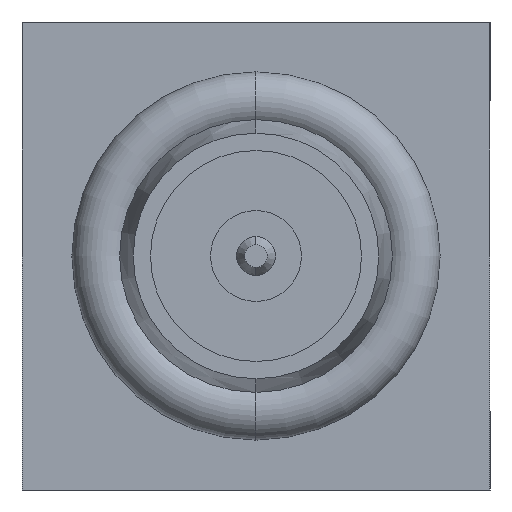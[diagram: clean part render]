
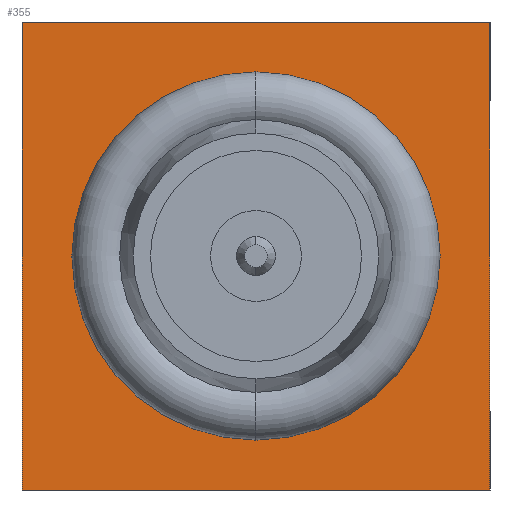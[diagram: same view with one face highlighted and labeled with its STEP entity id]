
A CAD part, left-side view. The second image highlights one B-rep face of the part: STEP entity #355.
In plain terms, the highlighted planar face has unit normal (-1, 0, 0).
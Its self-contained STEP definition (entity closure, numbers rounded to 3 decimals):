
#17 = ORIENTED_EDGE ( 'NONE', *, *, #849, .F. ) ;
#44 = CARTESIAN_POINT ( 'NONE',  ( -4.427, -3.05, -3.05 ) ) ;
#45 = EDGE_LOOP ( 'NONE', ( #1081, #729, #17, #1163 ) ) ;
#87 = VERTEX_POINT ( 'NONE', #575 ) ;
#177 = DIRECTION ( 'NONE',  ( 0., 0., 1. ) ) ;
#288 = CARTESIAN_POINT ( 'NONE',  ( -4.427, 3.05, -3.05 ) ) ;
#328 = AXIS2_PLACEMENT_3D ( 'NONE', #1319, #1004, #803 ) ;
#355 = ADVANCED_FACE ( 'NONE', ( #769 ), #782, .F. ) ;
#359 = LINE ( 'NONE', #44, #950 ) ;
#400 = DIRECTION ( 'NONE',  ( 0., -1., 0. ) ) ;
#466 = EDGE_CURVE ( 'NONE', #700, #853, #681, .T. ) ;
#575 = CARTESIAN_POINT ( 'NONE',  ( -4.427, 3.05, 3.05 ) ) ;
#588 = CARTESIAN_POINT ( 'NONE',  ( -4.427, -3.05, 3.05 ) ) ;
#644 = EDGE_CURVE ( 'NONE', #853, #767, #359, .T. ) ;
#681 = LINE ( 'NONE', #588, #967 ) ;
#700 = VERTEX_POINT ( 'NONE', #780 ) ;
#729 = ORIENTED_EDGE ( 'NONE', *, *, #869, .F. ) ;
#767 = VERTEX_POINT ( 'NONE', #1032 ) ;
#769 = FACE_OUTER_BOUND ( 'NONE', #45, .T. ) ;
#780 = CARTESIAN_POINT ( 'NONE',  ( -4.427, -3.05, 3.05 ) ) ;
#782 = PLANE ( 'NONE',  #328 ) ;
#803 = DIRECTION ( 'NONE',  ( 0., 1., 0. ) ) ;
#849 = EDGE_CURVE ( 'NONE', #767, #87, #1226, .T. ) ;
#853 = VERTEX_POINT ( 'NONE', #1322 ) ;
#869 = EDGE_CURVE ( 'NONE', #87, #700, #1125, .T. ) ;
#880 = DIRECTION ( 'NONE',  ( 0., 1., 0. ) ) ;
#950 = VECTOR ( 'NONE', #880, 1000. ) ;
#967 = VECTOR ( 'NONE', #983, 1000. ) ;
#983 = DIRECTION ( 'NONE',  ( 0., 0., -1. ) ) ;
#1004 = DIRECTION ( 'NONE',  ( 1., 0., 0. ) ) ;
#1032 = CARTESIAN_POINT ( 'NONE',  ( -4.427, 3.05, -3.05 ) ) ;
#1040 = VECTOR ( 'NONE', #177, 1000. ) ;
#1081 = ORIENTED_EDGE ( 'NONE', *, *, #466, .F. ) ;
#1125 = LINE ( 'NONE', #1335, #1189 ) ;
#1163 = ORIENTED_EDGE ( 'NONE', *, *, #644, .F. ) ;
#1189 = VECTOR ( 'NONE', #400, 1000. ) ;
#1226 = LINE ( 'NONE', #288, #1040 ) ;
#1319 = CARTESIAN_POINT ( 'NONE',  ( -4.427, 0., 0. ) ) ;
#1322 = CARTESIAN_POINT ( 'NONE',  ( -4.427, -3.05, -3.05 ) ) ;
#1335 = CARTESIAN_POINT ( 'NONE',  ( -4.427, 3.05, 3.05 ) ) ;
